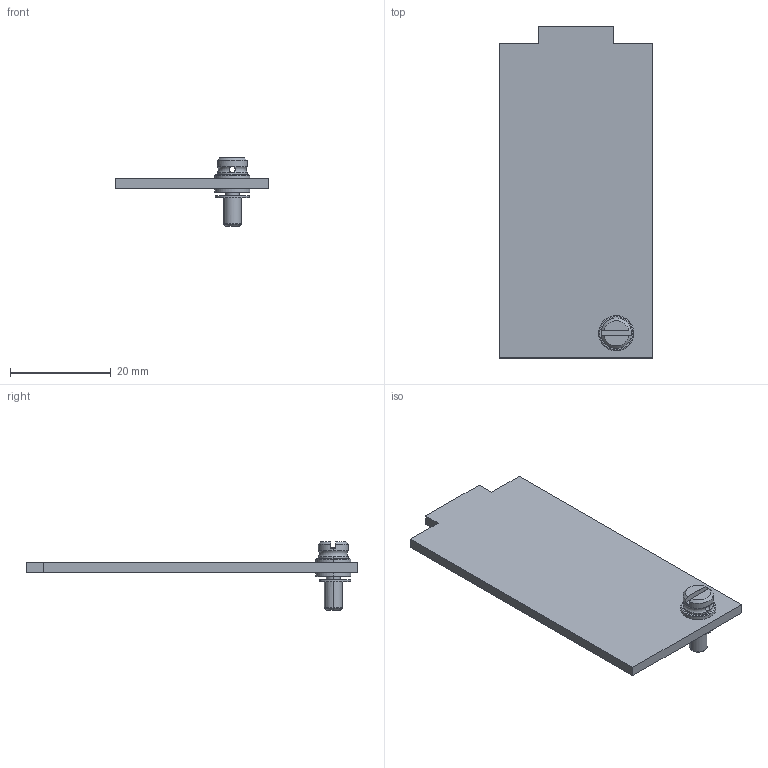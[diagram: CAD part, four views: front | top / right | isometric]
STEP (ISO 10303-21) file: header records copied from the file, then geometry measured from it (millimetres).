
FILE_DESCRIPTION((''),'2;1');
FILE_NAME('00112910439','2020-02-03T',('presta_be4'),(''),'CREO PARAMETRIC BY PTC INC, 2018360','CREO PARAMETRIC BY PTC INC, 2018360','');
FILE_SCHEMA(('CONFIG_CONTROL_DESIGN'));
Length unit declared in the file: millimetre
Products named in the file (1): 00112910439
Bounding box: 30.5 x 65.9 x 13.53 mm (x, y, z)
Volume: 3937.2 mm3; surface area: 4891.5 mm2
Topology: 1 solids, 2 shells, 111 faces, 294 edges, 192 vertices
Faces by surface type: cylinder 48, plane 47, cone 12, torus 4
Entity records: 4252 total; most frequent: CARTESIAN_POINT 1357, DIRECTION 628, ORIENTED_EDGE 588, EDGE_CURVE 294, AXIS2_PLACEMENT_3D 247, VERTEX_POINT 192, CIRCLE 136, VECTOR 134
